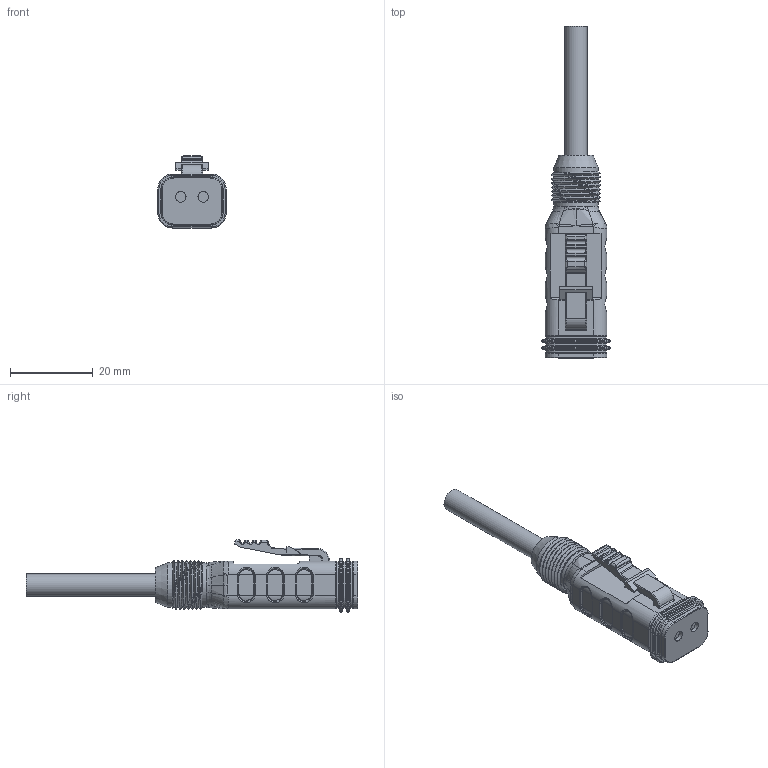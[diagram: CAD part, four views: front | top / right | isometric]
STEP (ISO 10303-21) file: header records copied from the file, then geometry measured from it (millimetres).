
FILE_DESCRIPTION(/* description */ (''),/* implementation_level */ '2;1');
FILE_NAME(/* name */ '1---V0012329___5042710__MA-DT06-2SGP1-2S370_Anschlussleitung_assy_23-06-2023_stp_stp.stp',/* time_stamp */ '2023-06-23T13:24:45+02:00',/* author */ ('ESCHA GmbH & Co. KG'),/* organization */ ('ESCHA GmbH & Co. KG'),/* preprocessor_version */ 'ST-DEVELOPER v16',/* originating_system */ 'SIEMENS PLM Software NX 10.0',/* authorisation */ '');
FILE_SCHEMA (('AUTOMOTIVE_DESIGN { 1 0 10303 214 3 1 1 1 }'));
Length unit declared in the file: millimetre
Products named in the file (1): t.he5A34F0A4pe19
Bounding box: 16.51 x 80.25 x 17.46 mm (x, y, z)
Volume: 7693.9 mm3; surface area: 3798.5 mm2
Topology: 1 solids, 1 shells, 546 faces, 1348 edges, 798 vertices
Faces by surface type: cylinder 196, bspline 119, torus 112, plane 104, sphere 8, cone 7
Full cylindrical faces by diameter (mm): 2.56 x2, 5.4 x1, 10.77 x8
Entity records: 19106 total; most frequent: CARTESIAN_POINT 7265, ORIENTED_EDGE 2558, DIRECTION 2410, EDGE_CURVE 1279, AXIS2_PLACEMENT_3D 996, VERTEX_POINT 768, EDGE_LOOP 581, CIRCLE 565
